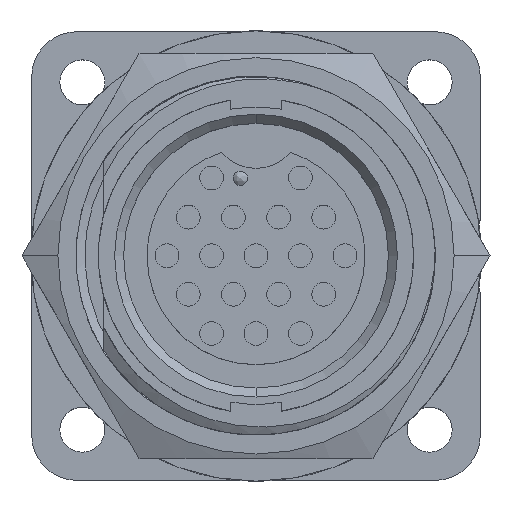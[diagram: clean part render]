
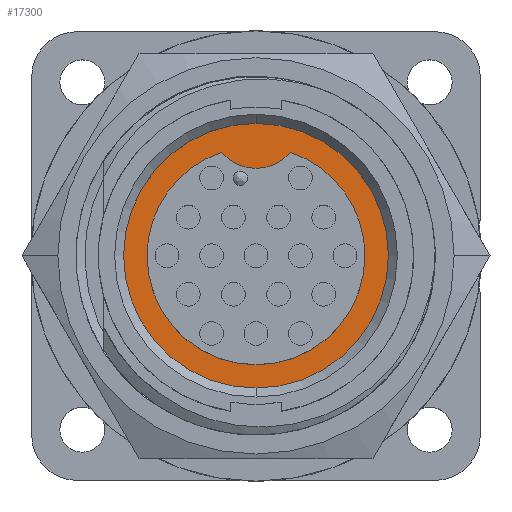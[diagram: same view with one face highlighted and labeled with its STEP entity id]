
A CAD part, top view. The second image highlights one B-rep face of the part: STEP entity #17300.
In plain terms, the highlighted planar face has unit normal (0, 0, 1).
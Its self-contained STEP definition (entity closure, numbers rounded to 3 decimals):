
#471 = EDGE_CURVE ( 'NONE', #4349, #5061, #17654, .T. ) ;
#529 = EDGE_CURVE ( 'NONE', #4343, #4345, #17630, .T. ) ;
#534 = EDGE_CURVE ( 'NONE', #4398, #4532, #17713, .T. ) ;
#535 = EDGE_CURVE ( 'NONE', #4345, #4343, #17677, .T. ) ;
#647 = EDGE_CURVE ( 'NONE', #4532, #4349, #17619, .T. ) ;
#798 = EDGE_CURVE ( 'NONE', #5061, #4398, #16471, .T. ) ;
#1772 = DIRECTION ( 'NONE',  ( -1., 0., 0. ) ) ;
#1906 = DIRECTION ( 'NONE',  ( 0., 0., -1. ) ) ;
#1916 = CARTESIAN_POINT ( 'NONE',  ( 0., 0., 10.699 ) ) ;
#2191 = AXIS2_PLACEMENT_3D ( 'NONE', #5483, #5488, #5490 ) ;
#2246 = AXIS2_PLACEMENT_3D ( 'NONE', #16838, #16843, #16850 ) ;
#2258 = AXIS2_PLACEMENT_3D ( 'NONE', #16800, #16795, #16706 ) ;
#2471 = AXIS2_PLACEMENT_3D ( 'NONE', #1916, #1906, #1772 ) ;
#2494 = AXIS2_PLACEMENT_3D ( 'NONE', #16864, #16857, #16683 ) ;
#2502 = AXIS2_PLACEMENT_3D ( 'NONE', #7670, #7666, #7665 ) ;
#4343 = VERTEX_POINT ( 'NONE', #15639 ) ;
#4345 = VERTEX_POINT ( 'NONE', #15641 ) ;
#4349 = VERTEX_POINT ( 'NONE', #15647 ) ;
#4398 = VERTEX_POINT ( 'NONE', #15711 ) ;
#4532 = VERTEX_POINT ( 'NONE', #15801 ) ;
#4599 = EDGE_LOOP ( 'NONE', ( #13512, #13516 ) ) ;
#5010 = EDGE_LOOP ( 'NONE', ( #13507, #13508, #13509, #13505 ) ) ;
#5061 = VERTEX_POINT ( 'NONE', #7616 ) ;
#5483 = CARTESIAN_POINT ( 'NONE',  ( 0., 0., 10.699 ) ) ;
#5488 = DIRECTION ( 'NONE',  ( 0., 0., -1. ) ) ;
#5490 = DIRECTION ( 'NONE',  ( -1., 0., 0. ) ) ;
#7616 = CARTESIAN_POINT ( 'NONE',  ( -2.429, 7.29, 10.699 ) ) ;
#7665 = DIRECTION ( 'NONE',  ( 1., 0., 0. ) ) ;
#7666 = DIRECTION ( 'NONE',  ( 0., 0., 1. ) ) ;
#7670 = CARTESIAN_POINT ( 'NONE',  ( 0., 9.335, 10.699 ) ) ;
#12939 = DIRECTION ( 'NONE',  ( 0., 0., 1. ) ) ;
#12940 = PLANE ( 'NONE',  #14282 ) ;
#12944 = DIRECTION ( 'NONE',  ( 1., 0., 0. ) ) ;
#12946 = CARTESIAN_POINT ( 'NONE',  ( 0., 0., 10.699 ) ) ;
#13505 = ORIENTED_EDGE ( 'NONE', *, *, #471, .T. ) ;
#13507 = ORIENTED_EDGE ( 'NONE', *, *, #798, .T. ) ;
#13508 = ORIENTED_EDGE ( 'NONE', *, *, #534, .T. ) ;
#13509 = ORIENTED_EDGE ( 'NONE', *, *, #647, .T. ) ;
#13512 = ORIENTED_EDGE ( 'NONE', *, *, #529, .T. ) ;
#13516 = ORIENTED_EDGE ( 'NONE', *, *, #535, .T. ) ;
#14227 = FACE_BOUND ( 'NONE', #5010, .T. ) ;
#14245 = FACE_OUTER_BOUND ( 'NONE', #4599, .T. ) ;
#14282 = AXIS2_PLACEMENT_3D ( 'NONE', #12946, #12939, #12944 ) ;
#15639 = CARTESIAN_POINT ( 'NONE',  ( 9.335, 0., 10.699 ) ) ;
#15641 = CARTESIAN_POINT ( 'NONE',  ( -9.335, 0., 10.699 ) ) ;
#15647 = CARTESIAN_POINT ( 'NONE',  ( -7.683, 0., 10.699 ) ) ;
#15711 = CARTESIAN_POINT ( 'NONE',  ( 2.429, 7.29, 10.699 ) ) ;
#15801 = CARTESIAN_POINT ( 'NONE',  ( 7.683, 0., 10.699 ) ) ;
#16471 = CIRCLE ( 'NONE', #2502, 3.175 ) ;
#16683 = DIRECTION ( 'NONE',  ( 1., 0., 0. ) ) ;
#16706 = DIRECTION ( 'NONE',  ( 1., 0., 0. ) ) ;
#16795 = DIRECTION ( 'NONE',  ( 0., 0., 1. ) ) ;
#16800 = CARTESIAN_POINT ( 'NONE',  ( 0., 0., 10.699 ) ) ;
#16838 = CARTESIAN_POINT ( 'NONE',  ( 0., 0., 10.699 ) ) ;
#16843 = DIRECTION ( 'NONE',  ( 0., 0., -1. ) ) ;
#16850 = DIRECTION ( 'NONE',  ( -1., 0., 0. ) ) ;
#16857 = DIRECTION ( 'NONE',  ( 0., 0., 1. ) ) ;
#16864 = CARTESIAN_POINT ( 'NONE',  ( 0., 0., 10.699 ) ) ;
#17300 = ADVANCED_FACE ( 'NONE', ( #14227, #14245 ), #12940, .T. ) ;
#17619 = CIRCLE ( 'NONE', #2471, 7.683 ) ;
#17630 = CIRCLE ( 'NONE', #2258, 9.335 ) ;
#17654 = CIRCLE ( 'NONE', #2191, 7.683 ) ;
#17677 = CIRCLE ( 'NONE', #2494, 9.335 ) ;
#17713 = CIRCLE ( 'NONE', #2246, 7.683 ) ;
